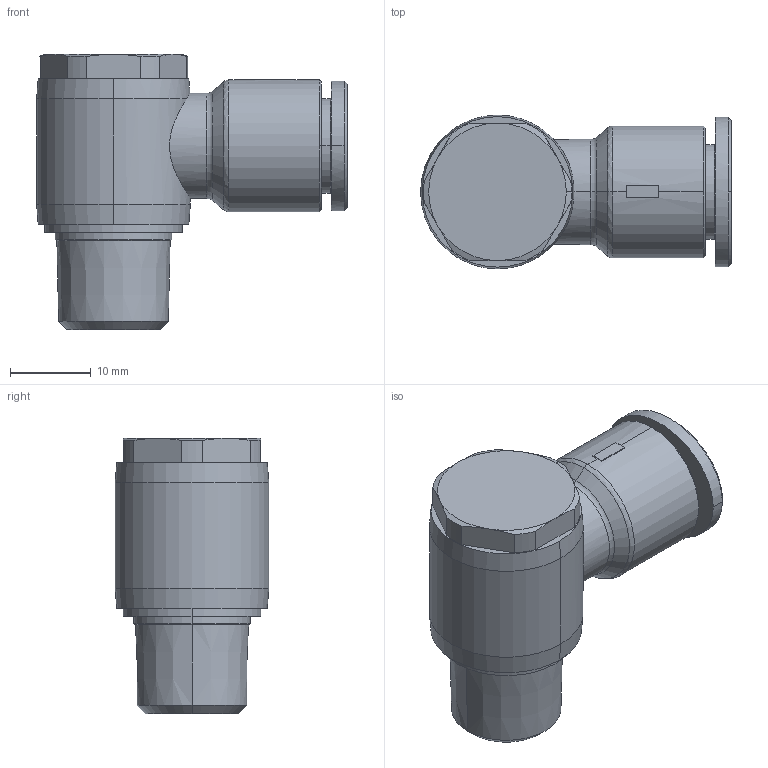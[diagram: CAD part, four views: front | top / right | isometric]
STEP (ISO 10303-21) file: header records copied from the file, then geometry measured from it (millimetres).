
FILE_DESCRIPTION (( 'STEP AP214' ), '1' );
FILE_NAME ('PH10-02.stp', '2015-08-28T09:44:51', ( '' ), ( '' ), 'SwSTEP 2.0', 'SolidWorks 2015', '' );
FILE_SCHEMA (( 'AUTOMOTIVE_DESIGN' ));
Length unit declared in the file: millimetre
Products named in the file (2): ｦ+ﾃｦ1; PH10-02
Assembly tree (1 placements, depth 2):
  PH10-02
    ｦ+ﾃｦ1
Bounding box: 38.4 x 19 x 34 mm (x, y, z)
Volume: 8508.1 mm3; surface area: 4989.3 mm2
Topology: 1 solids, 1 shells, 463 faces, 1304 edges, 860 vertices
Faces by surface type: plane 397, cone 29, cylinder 24, bspline 11, torus 2
Entity records: 16250 total; most frequent: CARTESIAN_POINT 3509, ORIENTED_EDGE 2604, DIRECTION 2272, EDGE_CURVE 1302, LINE 1172, VECTOR 1172, VERTEX_POINT 860, AXIS2_PLACEMENT_3D 550
